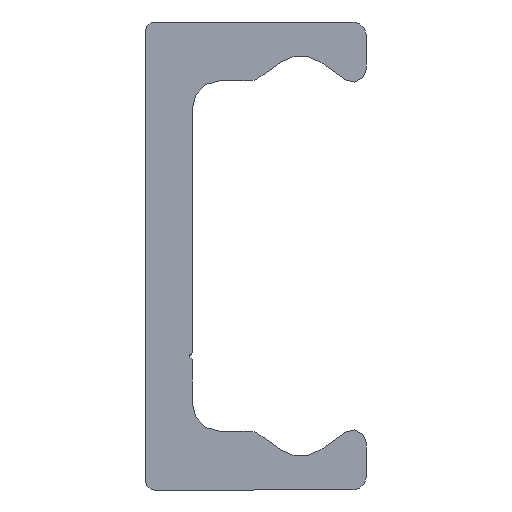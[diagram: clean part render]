
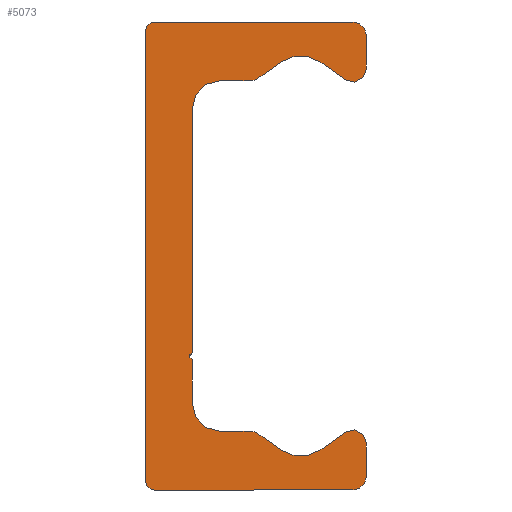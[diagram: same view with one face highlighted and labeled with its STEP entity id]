
A CAD part, left-side view. The second image highlights one B-rep face of the part: STEP entity #5073.
In plain terms, the highlighted planar face has unit normal (-1, 0, 0).
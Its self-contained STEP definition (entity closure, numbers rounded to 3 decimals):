
#3960=CARTESIAN_POINT('',(0.0,4.75,-7.25));
#3961=VERTEX_POINT('',#3960);
#3968=CARTESIAN_POINT('',(0.0,4.75,-7.75));
#3969=VERTEX_POINT('',#3968);
#3970=CARTESIAN_POINT('',(0.0,4.75,-7.5));
#3971=DIRECTION('',(-1.0,0.0,0.0));
#3972=DIRECTION('',(0.0,0.0,1.0));
#3973=AXIS2_PLACEMENT_3D('',#3970,#3971,#3972);
#3974=CIRCLE('',#3973,0.25);
#3975=EDGE_CURVE('',#3961,#3969,#3974,.T.);
#4085=CARTESIAN_POINT('',(0.0,4.75,11.1));
#4086=VERTEX_POINT('',#4085);
#4093=CARTESIAN_POINT('',(0.0,4.75,11.1));
#4094=DIRECTION('',(0.0,0.0,-1.0));
#4095=VECTOR('',#4094,18.35);
#4096=LINE('',#4093,#4095);
#4097=EDGE_CURVE('',#4086,#3961,#4096,.T.);
#4189=CARTESIAN_POINT('',(0.0,7.6,-17.5));
#4190=VERTEX_POINT('',#4189);
#4197=CARTESIAN_POINT('',(0.0,8.25,-16.85));
#4198=VERTEX_POINT('',#4197);
#4199=CARTESIAN_POINT('',(0.0,7.6,-16.85));
#4200=DIRECTION('',(1.0,0.0,0.0));
#4201=DIRECTION('',(0.0,0.0,-1.0));
#4202=AXIS2_PLACEMENT_3D('',#4199,#4200,#4201);
#4203=CIRCLE('',#4202,0.65);
#4204=EDGE_CURVE('',#4190,#4198,#4203,.T.);
#4228=CARTESIAN_POINT('',(0.0,-7.25,-17.5));
#4229=VERTEX_POINT('',#4228);
#4236=CARTESIAN_POINT('',(0.0,-7.25,-17.5));
#4237=DIRECTION('',(0.0,1.0,0.0));
#4238=VECTOR('',#4237,14.85);
#4239=LINE('',#4236,#4238);
#4240=EDGE_CURVE('',#4229,#4190,#4239,.T.);
#4260=CARTESIAN_POINT('',(0.0,-8.25,-16.5));
#4261=VERTEX_POINT('',#4260);
#4268=CARTESIAN_POINT('',(0.0,-7.25,-16.5));
#4269=DIRECTION('',(1.0,0.0,0.0));
#4270=DIRECTION('',(0.0,-1.0,0.0));
#4271=AXIS2_PLACEMENT_3D('',#4268,#4269,#4270);
#4272=CIRCLE('',#4271,1.0);
#4273=EDGE_CURVE('',#4261,#4229,#4272,.T.);
#4292=CARTESIAN_POINT('',(0.0,-8.25,-13.98));
#4293=VERTEX_POINT('',#4292);
#4300=CARTESIAN_POINT('',(0.0,-8.25,-13.98));
#4301=DIRECTION('',(0.0,0.0,-1.0));
#4302=VECTOR('',#4301,2.52);
#4303=LINE('',#4300,#4302);
#4304=EDGE_CURVE('',#4293,#4261,#4303,.T.);
#4324=CARTESIAN_POINT('',(0.0,-6.708,-13.177));
#4325=VERTEX_POINT('',#4324);
#4332=CARTESIAN_POINT('',(0.0,-7.27,-13.98));
#4333=DIRECTION('',(1.0,0.0,0.0));
#4334=DIRECTION('',(0.0,0.574,0.819));
#4335=AXIS2_PLACEMENT_3D('',#4332,#4333,#4334);
#4336=CIRCLE('',#4335,0.98);
#4337=EDGE_CURVE('',#4325,#4293,#4336,.T.);
#4356=CARTESIAN_POINT('',(0.0,-4.784,-14.524));
#4357=VERTEX_POINT('',#4356);
#4364=CARTESIAN_POINT('',(0.0,-4.784,-14.524));
#4365=DIRECTION('',(0.0,-0.819,0.574));
#4366=VECTOR('',#4365,2.349);
#4367=LINE('',#4364,#4366);
#4368=EDGE_CURVE('',#4357,#4325,#4367,.T.);
#4388=CARTESIAN_POINT('',(0.0,-1.916,-14.524));
#4389=VERTEX_POINT('',#4388);
#4396=CARTESIAN_POINT('',(0.0,-3.35,-12.477));
#4397=DIRECTION('',(-1.0,0.0,0.0));
#4398=DIRECTION('',(0.0,0.574,0.819));
#4399=AXIS2_PLACEMENT_3D('',#4396,#4397,#4398);
#4400=CIRCLE('',#4399,2.5);
#4401=EDGE_CURVE('',#4389,#4357,#4400,.T.);
#4420=CARTESIAN_POINT('',(0.0,-0.14,-13.281));
#4421=VERTEX_POINT('',#4420);
#4428=CARTESIAN_POINT('',(0.0,-0.14,-13.281));
#4429=DIRECTION('',(0.0,-0.819,-0.574));
#4430=VECTOR('',#4429,2.168);
#4431=LINE('',#4428,#4430);
#4432=EDGE_CURVE('',#4421,#4389,#4431,.T.);
#4452=CARTESIAN_POINT('',(0.0,0.433,-13.1));
#4453=VERTEX_POINT('',#4452);
#4460=CARTESIAN_POINT('',(0.0,0.433,-14.1));
#4461=DIRECTION('',(1.0,0.0,0.0));
#4462=DIRECTION('',(0.0,0.0,1.0));
#4463=AXIS2_PLACEMENT_3D('',#4460,#4461,#4462);
#4464=CIRCLE('',#4463,1.);
#4465=EDGE_CURVE('',#4453,#4421,#4464,.T.);
#4484=CARTESIAN_POINT('',(0.0,2.75,-13.1));
#4485=VERTEX_POINT('',#4484);
#4492=CARTESIAN_POINT('',(0.0,2.75,-13.1));
#4493=DIRECTION('',(0.0,-1.0,0.0));
#4494=VECTOR('',#4493,2.317);
#4495=LINE('',#4492,#4494);
#4496=EDGE_CURVE('',#4485,#4453,#4495,.T.);
#4516=CARTESIAN_POINT('',(0.0,4.75,-11.1));
#4517=VERTEX_POINT('',#4516);
#4524=CARTESIAN_POINT('',(0.0,2.75,-11.1));
#4525=DIRECTION('',(-1.0,0.0,0.0));
#4526=DIRECTION('',(0.0,0.0,1.0));
#4527=AXIS2_PLACEMENT_3D('',#4524,#4525,#4526);
#4528=CIRCLE('',#4527,2.0);
#4529=EDGE_CURVE('',#4517,#4485,#4528,.T.);
#4547=CARTESIAN_POINT('',(0.0,4.75,-7.75));
#4548=DIRECTION('',(0.0,0.0,-1.0));
#4549=VECTOR('',#4548,3.35);
#4550=LINE('',#4547,#4549);
#4551=EDGE_CURVE('',#3969,#4517,#4550,.T.);
#4571=CARTESIAN_POINT('',(0.0,2.75,13.1));
#4572=VERTEX_POINT('',#4571);
#4579=CARTESIAN_POINT('',(0.0,2.75,11.1));
#4580=DIRECTION('',(-1.0,0.0,0.0));
#4581=DIRECTION('',(0.0,-1.0,0.0));
#4582=AXIS2_PLACEMENT_3D('',#4579,#4580,#4581);
#4583=CIRCLE('',#4582,2.0);
#4584=EDGE_CURVE('',#4572,#4086,#4583,.T.);
#4603=CARTESIAN_POINT('',(0.0,0.433,13.1));
#4604=VERTEX_POINT('',#4603);
#4611=CARTESIAN_POINT('',(0.0,0.433,13.1));
#4612=DIRECTION('',(0.0,1.0,0.0));
#4613=VECTOR('',#4612,2.317);
#4614=LINE('',#4611,#4613);
#4615=EDGE_CURVE('',#4604,#4572,#4614,.T.);
#4635=CARTESIAN_POINT('',(0.0,-0.14,13.281));
#4636=VERTEX_POINT('',#4635);
#4643=CARTESIAN_POINT('',(0.0,0.433,14.1));
#4644=DIRECTION('',(1.0,0.0,0.0));
#4645=DIRECTION('',(0.0,-0.574,-0.819));
#4646=AXIS2_PLACEMENT_3D('',#4643,#4644,#4645);
#4647=CIRCLE('',#4646,1.);
#4648=EDGE_CURVE('',#4636,#4604,#4647,.T.);
#4667=CARTESIAN_POINT('',(0.0,-1.916,14.524));
#4668=VERTEX_POINT('',#4667);
#4675=CARTESIAN_POINT('',(0.0,-1.916,14.524));
#4676=DIRECTION('',(0.0,0.819,-0.574));
#4677=VECTOR('',#4676,2.168);
#4678=LINE('',#4675,#4677);
#4679=EDGE_CURVE('',#4668,#4636,#4678,.T.);
#4699=CARTESIAN_POINT('',(0.0,-4.784,14.524));
#4700=VERTEX_POINT('',#4699);
#4707=CARTESIAN_POINT('',(0.0,-3.35,12.477));
#4708=DIRECTION('',(-1.0,0.0,0.0));
#4709=DIRECTION('',(0.0,-0.574,-0.819));
#4710=AXIS2_PLACEMENT_3D('',#4707,#4708,#4709);
#4711=CIRCLE('',#4710,2.5);
#4712=EDGE_CURVE('',#4700,#4668,#4711,.T.);
#4731=CARTESIAN_POINT('',(0.0,-6.708,13.177));
#4732=VERTEX_POINT('',#4731);
#4739=CARTESIAN_POINT('',(0.0,-6.708,13.177));
#4740=DIRECTION('',(0.0,0.819,0.574));
#4741=VECTOR('',#4740,2.349);
#4742=LINE('',#4739,#4741);
#4743=EDGE_CURVE('',#4732,#4700,#4742,.T.);
#4763=CARTESIAN_POINT('',(0.0,-8.25,13.98));
#4764=VERTEX_POINT('',#4763);
#4771=CARTESIAN_POINT('',(0.0,-7.27,13.98));
#4772=DIRECTION('',(1.0,0.0,0.0));
#4773=DIRECTION('',(0.0,-1.0,0.0));
#4774=AXIS2_PLACEMENT_3D('',#4771,#4772,#4773);
#4775=CIRCLE('',#4774,0.98);
#4776=EDGE_CURVE('',#4764,#4732,#4775,.T.);
#4795=CARTESIAN_POINT('',(0.0,-8.25,16.5));
#4796=VERTEX_POINT('',#4795);
#4803=CARTESIAN_POINT('',(0.0,-8.25,16.5));
#4804=DIRECTION('',(0.0,0.0,-1.0));
#4805=VECTOR('',#4804,2.52);
#4806=LINE('',#4803,#4805);
#4807=EDGE_CURVE('',#4796,#4764,#4806,.T.);
#4827=CARTESIAN_POINT('',(0.0,-7.25,17.5));
#4828=VERTEX_POINT('',#4827);
#4835=CARTESIAN_POINT('',(0.0,-7.25,16.5));
#4836=DIRECTION('',(1.0,0.0,0.0));
#4837=DIRECTION('',(0.0,0.0,1.0));
#4838=AXIS2_PLACEMENT_3D('',#4835,#4836,#4837);
#4839=CIRCLE('',#4838,1.0);
#4840=EDGE_CURVE('',#4828,#4796,#4839,.T.);
#4859=CARTESIAN_POINT('',(0.0,7.6,17.5));
#4860=VERTEX_POINT('',#4859);
#4867=CARTESIAN_POINT('',(0.0,7.6,17.5));
#4868=DIRECTION('',(0.0,-1.0,0.0));
#4869=VECTOR('',#4868,14.85);
#4870=LINE('',#4867,#4869);
#4871=EDGE_CURVE('',#4860,#4828,#4870,.T.);
#4891=CARTESIAN_POINT('',(0.0,8.25,16.85));
#4892=VERTEX_POINT('',#4891);
#4899=CARTESIAN_POINT('',(0.0,7.6,16.85));
#4900=DIRECTION('',(1.0,0.0,0.0));
#4901=DIRECTION('',(0.0,1.0,0.0));
#4902=AXIS2_PLACEMENT_3D('',#4899,#4900,#4901);
#4903=CIRCLE('',#4902,0.65);
#4904=EDGE_CURVE('',#4892,#4860,#4903,.T.);
#4922=CARTESIAN_POINT('',(0.0,8.25,-16.85));
#4923=DIRECTION('',(0.0,0.0,1.0));
#4924=VECTOR('',#4923,33.7);
#4925=LINE('',#4922,#4924);
#4926=EDGE_CURVE('',#4198,#4892,#4925,.T.);
#5040=CARTESIAN_POINT('',(0.0,2.258,-0.017));
#5041=DIRECTION('',(1.0,0.0,0.0));
#5042=DIRECTION('',(0.0,0.0,-1.0));
#5043=AXIS2_PLACEMENT_3D('',#5040,#5041,#5042);
#5044=PLANE('',#5043);
#5045=ORIENTED_EDGE('',*,*,#4926,.F.);
#5046=ORIENTED_EDGE('',*,*,#4204,.F.);
#5047=ORIENTED_EDGE('',*,*,#4240,.F.);
#5048=ORIENTED_EDGE('',*,*,#4273,.F.);
#5049=ORIENTED_EDGE('',*,*,#4304,.F.);
#5050=ORIENTED_EDGE('',*,*,#4337,.F.);
#5051=ORIENTED_EDGE('',*,*,#4368,.F.);
#5052=ORIENTED_EDGE('',*,*,#4401,.F.);
#5053=ORIENTED_EDGE('',*,*,#4432,.F.);
#5054=ORIENTED_EDGE('',*,*,#4465,.F.);
#5055=ORIENTED_EDGE('',*,*,#4496,.F.);
#5056=ORIENTED_EDGE('',*,*,#4529,.F.);
#5057=ORIENTED_EDGE('',*,*,#4551,.F.);
#5058=ORIENTED_EDGE('',*,*,#3975,.F.);
#5059=ORIENTED_EDGE('',*,*,#4097,.F.);
#5060=ORIENTED_EDGE('',*,*,#4584,.F.);
#5061=ORIENTED_EDGE('',*,*,#4615,.F.);
#5062=ORIENTED_EDGE('',*,*,#4648,.F.);
#5063=ORIENTED_EDGE('',*,*,#4679,.F.);
#5064=ORIENTED_EDGE('',*,*,#4712,.F.);
#5065=ORIENTED_EDGE('',*,*,#4743,.F.);
#5066=ORIENTED_EDGE('',*,*,#4776,.F.);
#5067=ORIENTED_EDGE('',*,*,#4807,.F.);
#5068=ORIENTED_EDGE('',*,*,#4840,.F.);
#5069=ORIENTED_EDGE('',*,*,#4871,.F.);
#5070=ORIENTED_EDGE('',*,*,#4904,.F.);
#5071=EDGE_LOOP('',(#5045,#5046,#5047,#5048,#5049,#5050,#5051,#5052,#5053,#5054,#5055,#5056,#5057,#5058,#5059,#5060,#5061,#5062,#5063,#5064,#5065,#5066,#5067,#5068,#5069,#5070));
#5072=FACE_OUTER_BOUND('',#5071,.T.);
#5073=ADVANCED_FACE('',(#5072),#5044,.F.);
